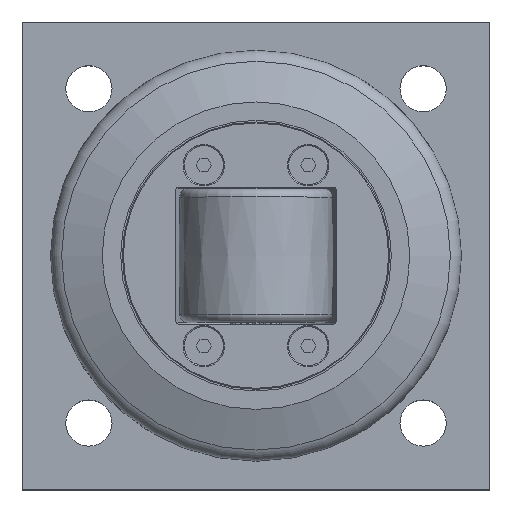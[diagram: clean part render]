
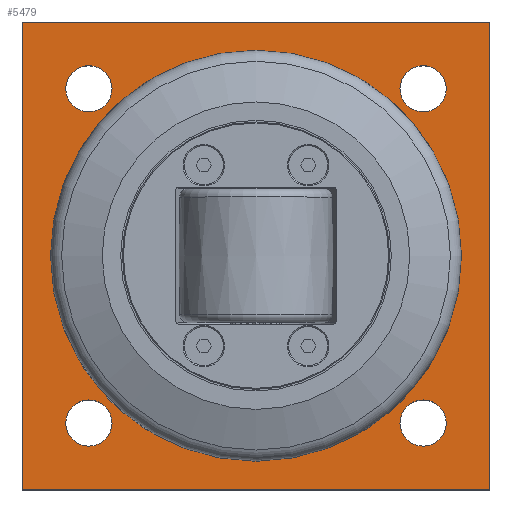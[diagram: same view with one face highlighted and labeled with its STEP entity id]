
A CAD part, top view. The second image highlights one B-rep face of the part: STEP entity #5479.
In plain terms, the highlighted planar face has unit normal (0, 0, 1).
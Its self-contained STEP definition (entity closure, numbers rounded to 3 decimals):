
#552=LINE('',#9183,#1043);
#556=LINE('',#9191,#1047);
#559=LINE('',#9197,#1050);
#562=LINE('',#9202,#1053);
#1043=VECTOR('',#7419,10.);
#1047=VECTOR('',#7425,10.);
#1050=VECTOR('',#7430,10.);
#1053=VECTOR('',#7435,10.);
#1155=FACE_BOUND('',#1909,.T.);
#1156=FACE_BOUND('',#1910,.T.);
#1157=FACE_BOUND('',#1911,.T.);
#1158=FACE_BOUND('',#1912,.T.);
#1159=FACE_BOUND('',#1913,.T.);
#1342=PLANE('',#5980);
#1601=FACE_OUTER_BOUND('',#1908,.T.);
#1908=EDGE_LOOP('',(#4846,#4847,#4848,#4849));
#1909=EDGE_LOOP('',(#4850));
#1910=EDGE_LOOP('',(#4851,#4852));
#1911=EDGE_LOOP('',(#4853,#4854));
#1912=EDGE_LOOP('',(#4855,#4856));
#1913=EDGE_LOOP('',(#4857,#4858));
#2104=CIRCLE('',#5936,39.5);
#2116=CIRCLE('',#5960,6.918);
#2117=CIRCLE('',#5961,6.918);
#2119=CIRCLE('',#5964,6.918);
#2120=CIRCLE('',#5965,6.918);
#2122=CIRCLE('',#5968,6.918);
#2123=CIRCLE('',#5969,6.918);
#2125=CIRCLE('',#5972,6.918);
#2126=CIRCLE('',#5973,6.918);
#2616=VERTEX_POINT('',#9107);
#2626=VERTEX_POINT('',#9149);
#2627=VERTEX_POINT('',#9150);
#2629=VERTEX_POINT('',#9157);
#2630=VERTEX_POINT('',#9158);
#2632=VERTEX_POINT('',#9165);
#2633=VERTEX_POINT('',#9166);
#2635=VERTEX_POINT('',#9173);
#2636=VERTEX_POINT('',#9174);
#2638=VERTEX_POINT('',#9181);
#2639=VERTEX_POINT('',#9182);
#2642=VERTEX_POINT('',#9190);
#2644=VERTEX_POINT('',#9196);
#3346=EDGE_CURVE('',#2616,#2616,#2104,.T.);
#3365=EDGE_CURVE('',#2626,#2627,#2116,.T.);
#3366=EDGE_CURVE('',#2627,#2626,#2117,.T.);
#3369=EDGE_CURVE('',#2629,#2630,#2119,.T.);
#3370=EDGE_CURVE('',#2630,#2629,#2120,.T.);
#3373=EDGE_CURVE('',#2632,#2633,#2122,.T.);
#3374=EDGE_CURVE('',#2633,#2632,#2123,.T.);
#3377=EDGE_CURVE('',#2635,#2636,#2125,.T.);
#3378=EDGE_CURVE('',#2636,#2635,#2126,.T.);
#3381=EDGE_CURVE('',#2638,#2639,#552,.T.);
#3385=EDGE_CURVE('',#2639,#2642,#556,.T.);
#3388=EDGE_CURVE('',#2642,#2644,#559,.T.);
#3391=EDGE_CURVE('',#2644,#2638,#562,.T.);
#4846=ORIENTED_EDGE('',*,*,#3381,.F.);
#4847=ORIENTED_EDGE('',*,*,#3391,.F.);
#4848=ORIENTED_EDGE('',*,*,#3388,.F.);
#4849=ORIENTED_EDGE('',*,*,#3385,.F.);
#4850=ORIENTED_EDGE('',*,*,#3346,.T.);
#4851=ORIENTED_EDGE('',*,*,#3365,.T.);
#4852=ORIENTED_EDGE('',*,*,#3366,.T.);
#4853=ORIENTED_EDGE('',*,*,#3369,.T.);
#4854=ORIENTED_EDGE('',*,*,#3370,.T.);
#4855=ORIENTED_EDGE('',*,*,#3373,.T.);
#4856=ORIENTED_EDGE('',*,*,#3374,.T.);
#4857=ORIENTED_EDGE('',*,*,#3377,.T.);
#4858=ORIENTED_EDGE('',*,*,#3378,.T.);
#5479=ADVANCED_FACE('',(#1601,#1155,#1156,#1157,#1158,#1159),#1342,.T.);
#5936=AXIS2_PLACEMENT_3D('',#9109,#7328,#7329);
#5960=AXIS2_PLACEMENT_3D('',#9151,#7383,#7384);
#5961=AXIS2_PLACEMENT_3D('',#9152,#7385,#7386);
#5964=AXIS2_PLACEMENT_3D('',#9159,#7392,#7393);
#5965=AXIS2_PLACEMENT_3D('',#9160,#7394,#7395);
#5968=AXIS2_PLACEMENT_3D('',#9167,#7401,#7402);
#5969=AXIS2_PLACEMENT_3D('',#9168,#7403,#7404);
#5972=AXIS2_PLACEMENT_3D('',#9175,#7410,#7411);
#5973=AXIS2_PLACEMENT_3D('',#9176,#7412,#7413);
#5980=AXIS2_PLACEMENT_3D('',#9205,#7439,#7440);
#7328=DIRECTION('center_axis',(0.,0.,-1.));
#7329=DIRECTION('ref_axis',(0.,-1.,0.));
#7383=DIRECTION('center_axis',(0.,0.,-1.));
#7384=DIRECTION('ref_axis',(1.,0.,0.));
#7385=DIRECTION('center_axis',(0.,0.,-1.));
#7386=DIRECTION('ref_axis',(1.,0.,0.));
#7392=DIRECTION('center_axis',(0.,0.,-1.));
#7393=DIRECTION('ref_axis',(1.,0.,0.));
#7394=DIRECTION('center_axis',(0.,0.,-1.));
#7395=DIRECTION('ref_axis',(1.,0.,0.));
#7401=DIRECTION('center_axis',(0.,0.,-1.));
#7402=DIRECTION('ref_axis',(1.,0.,0.));
#7403=DIRECTION('center_axis',(0.,0.,-1.));
#7404=DIRECTION('ref_axis',(1.,0.,0.));
#7410=DIRECTION('center_axis',(0.,0.,-1.));
#7411=DIRECTION('ref_axis',(1.,0.,0.));
#7412=DIRECTION('center_axis',(0.,0.,-1.));
#7413=DIRECTION('ref_axis',(1.,0.,0.));
#7419=DIRECTION('',(0.,1.,0.));
#7425=DIRECTION('',(1.,0.,0.));
#7430=DIRECTION('',(0.,-1.,0.));
#7435=DIRECTION('',(-1.,0.,0.));
#7439=DIRECTION('center_axis',(0.,0.,1.));
#7440=DIRECTION('ref_axis',(1.,0.,0.));
#9107=CARTESIAN_POINT('',(70.,109.5,20.));
#9109=CARTESIAN_POINT('Origin',(70.,70.,20.));
#9149=CARTESIAN_POINT('',(26.917,20.,20.));
#9150=CARTESIAN_POINT('',(13.082,20.,20.));
#9151=CARTESIAN_POINT('Origin',(20.,20.,20.));
#9152=CARTESIAN_POINT('Origin',(20.,20.,20.));
#9157=CARTESIAN_POINT('',(126.918,20.,20.));
#9158=CARTESIAN_POINT('',(113.083,20.,20.));
#9159=CARTESIAN_POINT('Origin',(120.,20.,20.));
#9160=CARTESIAN_POINT('Origin',(120.,20.,20.));
#9165=CARTESIAN_POINT('',(126.918,120.,20.));
#9166=CARTESIAN_POINT('',(113.083,120.,20.));
#9167=CARTESIAN_POINT('Origin',(120.,120.,20.));
#9168=CARTESIAN_POINT('Origin',(120.,120.,20.));
#9173=CARTESIAN_POINT('',(26.917,120.,20.));
#9174=CARTESIAN_POINT('',(13.082,120.,20.));
#9175=CARTESIAN_POINT('Origin',(20.,120.,20.));
#9176=CARTESIAN_POINT('Origin',(20.,120.,20.));
#9181=CARTESIAN_POINT('',(0.,0.,20.));
#9182=CARTESIAN_POINT('',(0.,140.,20.));
#9183=CARTESIAN_POINT('',(0.,140.,20.));
#9190=CARTESIAN_POINT('',(140.,140.,20.));
#9191=CARTESIAN_POINT('',(140.,140.,20.));
#9196=CARTESIAN_POINT('',(140.,0.,20.));
#9197=CARTESIAN_POINT('',(140.,0.,20.));
#9202=CARTESIAN_POINT('',(0.,0.,20.));
#9205=CARTESIAN_POINT('Origin',(70.,70.,20.));
